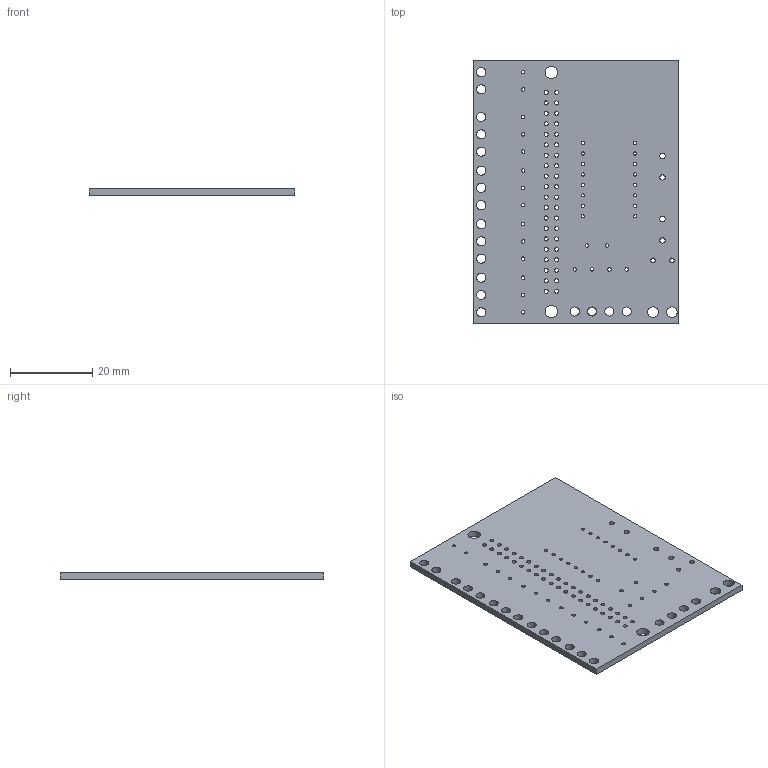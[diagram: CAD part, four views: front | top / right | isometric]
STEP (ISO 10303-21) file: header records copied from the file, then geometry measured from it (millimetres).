
FILE_DESCRIPTION(('KiCad electronic assembly'),'2;1');
FILE_NAME('postcardscanner.step','2022-09-20T18:45:47',('Pcbnew'),( 'Kicad'),'Open CASCADE STEP processor 7.6','KiCad to STEP converter' ,'Unknown');
FILE_SCHEMA(('AUTOMOTIVE_DESIGN { 1 0 10303 214 1 1 1 1 }'));
Length unit declared in the file: millimetre
Products named in the file (2): postcardscanner 1; postcardscanner PCB
Assembly tree (1 placements, depth 2):
  postcardscanner 1
    postcardscanner PCB
Bounding box: 50 x 64 x 1.6 mm (x, y, z)
Volume: 4878.3 mm3; surface area: 7105.6 mm2
Topology: 1 solids, 1 shells, 110 faces, 324 edges, 216 vertices
Faces by surface type: cylinder 104, plane 6
Full cylindrical faces by diameter (mm): 0.8 x18, 0.85 x18, 1 x40, 1.1 x2, 1.3 x4, 2.2 x18, 2.6 x2, 3 x2
Entity records: 9095 total; most frequent: CARTESIAN_POINT 2548, DIRECTION 1196, ORIENTED_EDGE 648, PCURVE 648, DEFINITIONAL_REPRESENTATION 648, LINE 556, VECTOR 556, EDGE_CURVE 324
